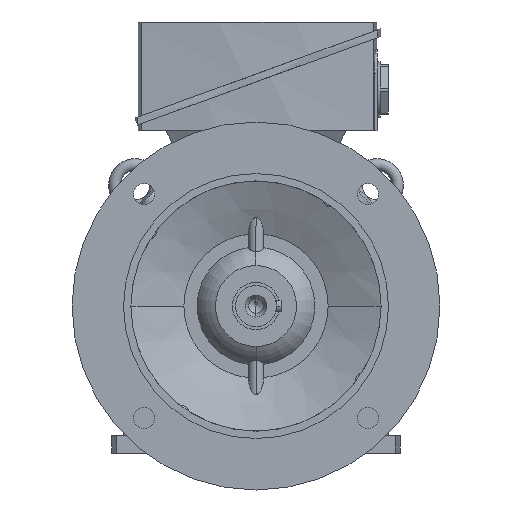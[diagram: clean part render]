
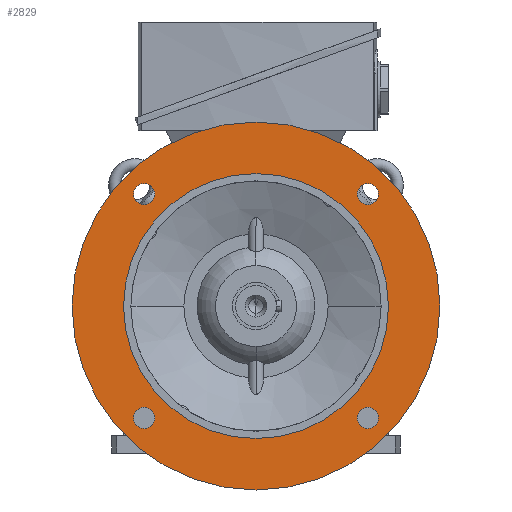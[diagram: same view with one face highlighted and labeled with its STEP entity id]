
A CAD part, left-side view. The second image highlights one B-rep face of the part: STEP entity #2829.
In plain terms, the highlighted planar face has unit normal (-1, 0, 0).
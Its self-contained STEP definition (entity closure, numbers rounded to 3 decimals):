
#2829=ADVANCED_FACE('',(#5709,#5710,#5711,#5712,#5713,#5714),#5715,.T.);
#5709=FACE_BOUND('',#8598,.T.);
#5710=FACE_BOUND('',#8599,.T.);
#5711=FACE_BOUND('',#8600,.T.);
#5712=FACE_BOUND('',#8601,.T.);
#5713=FACE_OUTER_BOUND('',#8602,.T.);
#5714=FACE_BOUND('',#8603,.T.);
#5715=PLANE('',#8604);
#8598=EDGE_LOOP('',(#17437,#17438));
#8599=EDGE_LOOP('',(#17439,#17440));
#8600=EDGE_LOOP('',(#17441,#17442));
#8601=EDGE_LOOP('',(#17443,#17444));
#8602=EDGE_LOOP('',(#17445,#17446));
#8603=EDGE_LOOP('',(#17447,#17448));
#8604=AXIS2_PLACEMENT_3D('',#17449,#17450,#17451);
#17437=ORIENTED_EDGE('',*,*,#20890,.T.);
#17438=ORIENTED_EDGE('',*,*,#17676,.T.);
#17439=ORIENTED_EDGE('',*,*,#20893,.T.);
#17440=ORIENTED_EDGE('',*,*,#17671,.T.);
#17441=ORIENTED_EDGE('',*,*,#20896,.T.);
#17442=ORIENTED_EDGE('',*,*,#17666,.T.);
#17443=ORIENTED_EDGE('',*,*,#20899,.T.);
#17444=ORIENTED_EDGE('',*,*,#17661,.T.);
#17445=ORIENTED_EDGE('',*,*,#17633,.F.);
#17446=ORIENTED_EDGE('',*,*,#20957,.F.);
#17447=ORIENTED_EDGE('',*,*,#17640,.T.);
#17448=ORIENTED_EDGE('',*,*,#20955,.T.);
#17449=CARTESIAN_POINT('',(-40.5,107.5,0.0));
#17450=DIRECTION('',(-1.0,0.0,0.0));
#17451=DIRECTION('',(0.0,-1.0,0.0));
#17633=EDGE_CURVE('',#21211,#21214,#21215,.T.);
#17640=EDGE_CURVE('',#21221,#21225,#21227,.T.);
#17661=EDGE_CURVE('',#21265,#21262,#21266,.T.);
#17666=EDGE_CURVE('',#21274,#21271,#21275,.T.);
#17671=EDGE_CURVE('',#21283,#21280,#21284,.T.);
#17676=EDGE_CURVE('',#21292,#21289,#21293,.T.);
#20890=EDGE_CURVE('',#21289,#21292,#26062,.T.);
#20893=EDGE_CURVE('',#21280,#21283,#26065,.T.);
#20896=EDGE_CURVE('',#21271,#21274,#26068,.T.);
#20899=EDGE_CURVE('',#21262,#21265,#26071,.T.);
#20955=EDGE_CURVE('',#21225,#21221,#26141,.T.);
#20957=EDGE_CURVE('',#21214,#21211,#26143,.T.);
#21211=VERTEX_POINT('',#26659);
#21214=VERTEX_POINT('',#26663);
#21215=CIRCLE('',#26664,125.0);
#21221=VERTEX_POINT('',#26671);
#21225=VERTEX_POINT('',#26676);
#21227=CIRCLE('',#26679,90.0);
#21262=VERTEX_POINT('',#26786);
#21265=VERTEX_POINT('',#26790);
#21266=CIRCLE('',#26791,7.25);
#21271=VERTEX_POINT('',#26797);
#21274=VERTEX_POINT('',#26801);
#21275=CIRCLE('',#26802,7.25);
#21280=VERTEX_POINT('',#26808);
#21283=VERTEX_POINT('',#26812);
#21284=CIRCLE('',#26813,7.25);
#21289=VERTEX_POINT('',#26819);
#21292=VERTEX_POINT('',#26823);
#21293=CIRCLE('',#26824,7.25);
#26062=CIRCLE('',#38448,7.25);
#26065=CIRCLE('',#38451,7.25);
#26068=CIRCLE('',#38454,7.25);
#26071=CIRCLE('',#38457,7.25);
#26141=CIRCLE('',#38601,90.0);
#26143=CIRCLE('',#38603,125.0);
#26659=CARTESIAN_POINT('',(-40.5,125.0,0.0));
#26663=CARTESIAN_POINT('',(-40.5,-125.0,0.));
#26664=AXIS2_PLACEMENT_3D('',#38751,#38752,#38753);
#26671=CARTESIAN_POINT('',(-40.5,90.0,0.0));
#26676=CARTESIAN_POINT('',(-40.5,-90.0,0.));
#26679=AXIS2_PLACEMENT_3D('',#38763,#38764,#38765);
#26786=CARTESIAN_POINT('',(-40.5,-81.141,81.141));
#26790=CARTESIAN_POINT('',(-40.5,-70.887,70.887));
#26791=AXIS2_PLACEMENT_3D('',#38800,#38801,#38802);
#26797=CARTESIAN_POINT('',(-40.5,81.141,81.141));
#26801=CARTESIAN_POINT('',(-40.5,70.887,70.887));
#26802=AXIS2_PLACEMENT_3D('',#38808,#38809,#38810);
#26808=CARTESIAN_POINT('',(-40.5,81.141,-81.141));
#26812=CARTESIAN_POINT('',(-40.5,70.887,-70.887));
#26813=AXIS2_PLACEMENT_3D('',#38816,#38817,#38818);
#26819=CARTESIAN_POINT('',(-40.5,-81.141,-81.141));
#26823=CARTESIAN_POINT('',(-40.5,-70.887,-70.887));
#26824=AXIS2_PLACEMENT_3D('',#38824,#38825,#38826);
#38448=AXIS2_PLACEMENT_3D('',#42032,#42033,#42034);
#38451=AXIS2_PLACEMENT_3D('',#42038,#42039,#42040);
#38454=AXIS2_PLACEMENT_3D('',#42044,#42045,#42046);
#38457=AXIS2_PLACEMENT_3D('',#42050,#42051,#42052);
#38601=AXIS2_PLACEMENT_3D('',#42094,#42095,#42096);
#38603=AXIS2_PLACEMENT_3D('',#42097,#42098,#42099);
#38751=CARTESIAN_POINT('',(-40.5,0.0,0.0));
#38752=DIRECTION('',(1.0,0.0,0.0));
#38753=DIRECTION('',(0.0,1.0,0.0));
#38763=CARTESIAN_POINT('',(-40.5,0.0,0.0));
#38764=DIRECTION('',(1.0,0.0,0.0));
#38765=DIRECTION('',(0.0,1.0,0.0));
#38800=CARTESIAN_POINT('',(-40.5,-76.014,76.014));
#38801=DIRECTION('',(1.0,0.0,-0.0));
#38802=DIRECTION('',(0.0,-0.707,0.707));
#38808=CARTESIAN_POINT('',(-40.5,76.014,76.014));
#38809=DIRECTION('',(1.0,0.0,-0.0));
#38810=DIRECTION('',(0.0,0.707,0.707));
#38816=CARTESIAN_POINT('',(-40.5,76.014,-76.014));
#38817=DIRECTION('',(1.0,-0.0,0.0));
#38818=DIRECTION('',(0.0,0.707,-0.707));
#38824=CARTESIAN_POINT('',(-40.5,-76.014,-76.014));
#38825=DIRECTION('',(1.0,0.0,0.0));
#38826=DIRECTION('',(0.0,-0.707,-0.707));
#42032=CARTESIAN_POINT('',(-40.5,-76.014,-76.014));
#42033=DIRECTION('',(1.0,0.0,0.0));
#42034=DIRECTION('',(0.0,-0.707,-0.707));
#42038=CARTESIAN_POINT('',(-40.5,76.014,-76.014));
#42039=DIRECTION('',(1.0,-0.0,0.0));
#42040=DIRECTION('',(0.0,0.707,-0.707));
#42044=CARTESIAN_POINT('',(-40.5,76.014,76.014));
#42045=DIRECTION('',(1.0,0.0,-0.0));
#42046=DIRECTION('',(0.0,0.707,0.707));
#42050=CARTESIAN_POINT('',(-40.5,-76.014,76.014));
#42051=DIRECTION('',(1.0,0.0,-0.0));
#42052=DIRECTION('',(0.0,-0.707,0.707));
#42094=CARTESIAN_POINT('',(-40.5,0.0,0.0));
#42095=DIRECTION('',(1.0,0.0,0.0));
#42096=DIRECTION('',(0.0,1.0,0.0));
#42097=CARTESIAN_POINT('',(-40.5,0.0,0.0));
#42098=DIRECTION('',(1.0,0.0,0.0));
#42099=DIRECTION('',(0.0,1.0,0.0));
